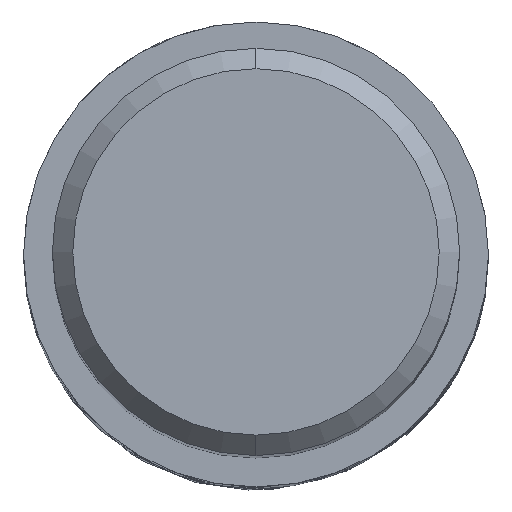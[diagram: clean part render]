
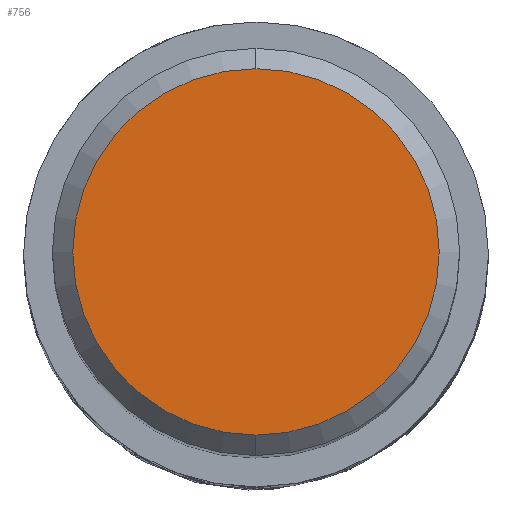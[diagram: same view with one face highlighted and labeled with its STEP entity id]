
A CAD part, top view. The second image highlights one B-rep face of the part: STEP entity #756.
In plain terms, the highlighted planar face has unit normal (0, 0, 1).
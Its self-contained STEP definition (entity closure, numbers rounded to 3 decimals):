
#382=EDGE_CURVE('',#666,#726,#922,.T.);
#398=EDGE_CURVE('',#726,#666,#941,.T.);
#666=VERTEX_POINT('',#1234);
#726=VERTEX_POINT('',#1301);
#756=ADVANCED_FACE('',(#1334),#1335,.T.);
#922=CIRCLE('',#2162,5.4);
#941=CIRCLE('',#2188,5.4);
#1234=CARTESIAN_POINT('',(0.,-5.4,0.0));
#1301=CARTESIAN_POINT('',(0.0,5.4,0.0));
#1334=FACE_OUTER_BOUND('',#4867,.T.);
#1335=PLANE('',#4868);
#2162=AXIS2_PLACEMENT_3D('',#5115,#5116,#5117);
#2188=AXIS2_PLACEMENT_3D('',#5143,#5144,#5145);
#4867=EDGE_LOOP('',(#5599,#5600));
#4868=AXIS2_PLACEMENT_3D('',#5601,#5602,#5603);
#5115=CARTESIAN_POINT('',(0.0,0.0,0.0));
#5116=DIRECTION('',(0.0,0.0,-1.0));
#5117=DIRECTION('',(0.0,1.0,0.0));
#5143=CARTESIAN_POINT('',(0.0,0.0,0.0));
#5144=DIRECTION('',(0.0,0.0,-1.0));
#5145=DIRECTION('',(0.0,1.0,0.0));
#5599=ORIENTED_EDGE('',*,*,#398,.F.);
#5600=ORIENTED_EDGE('',*,*,#382,.F.);
#5601=CARTESIAN_POINT('',(0.0,2.7,0.0));
#5602=DIRECTION('',(-0.0,0.0,1.0));
#5603=DIRECTION('',(0.0,-1.0,0.0));
